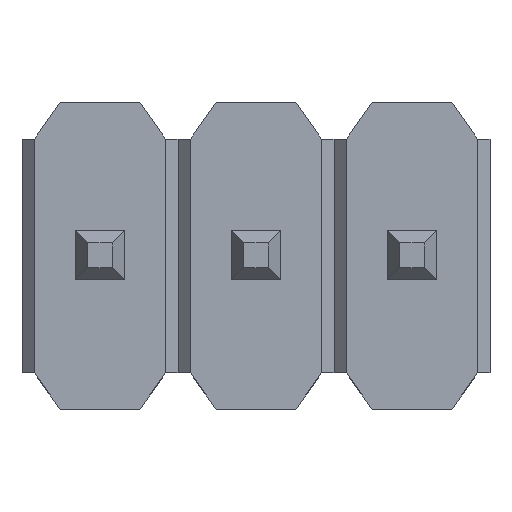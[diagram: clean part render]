
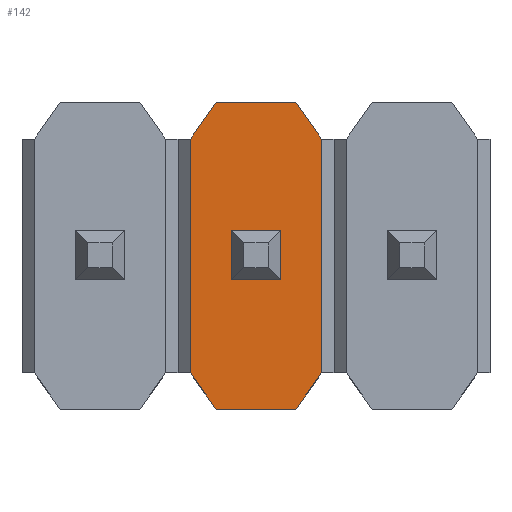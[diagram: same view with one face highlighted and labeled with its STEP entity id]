
A CAD part, top view. The second image highlights one B-rep face of the part: STEP entity #142.
In plain terms, the highlighted planar face has unit normal (0, 0, 1).
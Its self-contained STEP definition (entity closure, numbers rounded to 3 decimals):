
#142=ADVANCED_FACE('',(#958),#960,.T.);
#958=FACE_BOUND('',#959,.T.);
#959=EDGE_LOOP('',(#1588,#1589,#1590,#1591,#1592,#1593,#1594,#1595));
#960=PLANE('',#961);
#961=AXIS2_PLACEMENT_3D('',#962,#963,#964);
#962=CARTESIAN_POINT('',(2.54,0.,2.));
#963=DIRECTION('',(0.,0.,1.));
#964=DIRECTION('',(1.,0.,0.));
#1588=ORIENTED_EDGE('',*,*,#2016,.T.);
#1589=ORIENTED_EDGE('',*,*,#2017,.T.);
#1590=ORIENTED_EDGE('',*,*,#2018,.T.);
#1591=ORIENTED_EDGE('',*,*,#2019,.T.);
#1592=ORIENTED_EDGE('',*,*,#2020,.T.);
#1593=ORIENTED_EDGE('',*,*,#2021,.T.);
#1594=ORIENTED_EDGE('',*,*,#2022,.T.);
#1595=ORIENTED_EDGE('',*,*,#2023,.T.);
#2016=EDGE_CURVE('',#2223,#2216,#2252,.F.);
#2017=EDGE_CURVE('',#2216,#2253,#2254,.T.);
#2018=EDGE_CURVE('',#2253,#2255,#2256,.T.);
#2019=EDGE_CURVE('',#2255,#2245,#2257,.T.);
#2020=EDGE_CURVE('',#2245,#2238,#2258,.F.);
#2021=EDGE_CURVE('',#2238,#2259,#2260,.T.);
#2022=EDGE_CURVE('',#2259,#2261,#2262,.T.);
#2023=EDGE_CURVE('',#2261,#2223,#2263,.T.);
#2216=VERTEX_POINT('',#2572);
#2223=VERTEX_POINT('',#2587);
#2238=VERTEX_POINT('',#2618);
#2245=VERTEX_POINT('',#2633);
#2252=LINE('',#2648,#2649);
#2253=VERTEX_POINT('',#2651);
#2254=LINE('',#2652,#2653);
#2255=VERTEX_POINT('',#2655);
#2256=LINE('',#2656,#2657);
#2257=LINE('',#2659,#2660);
#2258=LINE('',#2662,#2663);
#2259=VERTEX_POINT('',#2665);
#2260=LINE('',#2666,#2667);
#2261=VERTEX_POINT('',#2669);
#2262=LINE('',#2670,#2671);
#2263=LINE('',#2673,#2674);
#2572=CARTESIAN_POINT('',(0.735,-0.95,2.));
#2587=CARTESIAN_POINT('',(0.735,0.95,2.));
#2618=CARTESIAN_POINT('',(1.805,0.95,2.));
#2633=CARTESIAN_POINT('',(1.805,-0.95,2.));
#2648=CARTESIAN_POINT('',(0.735,-0.95,2.));
#2649=VECTOR('',#2650,1.);
#2650=DIRECTION('',(0.,1.,0.));
#2651=CARTESIAN_POINT('',(0.945,-1.25,2.));
#2652=CARTESIAN_POINT('',(0.735,-0.95,2.));
#2653=VECTOR('',#2654,1.);
#2654=DIRECTION('',(0.574,-0.819,0.));
#2655=CARTESIAN_POINT('',(1.595,-1.25,2.));
#2656=CARTESIAN_POINT('',(0.945,-1.25,2.));
#2657=VECTOR('',#2658,1.);
#2658=DIRECTION('',(1.,0.,0.));
#2659=CARTESIAN_POINT('',(1.595,-1.25,2.));
#2660=VECTOR('',#2661,1.);
#2661=DIRECTION('',(0.574,0.819,0.));
#2662=CARTESIAN_POINT('',(1.805,0.95,2.));
#2663=VECTOR('',#2664,1.);
#2664=DIRECTION('',(0.,-1.,0.));
#2665=CARTESIAN_POINT('',(1.595,1.25,2.));
#2666=CARTESIAN_POINT('',(1.805,0.95,2.));
#2667=VECTOR('',#2668,1.);
#2668=DIRECTION('',(-0.574,0.819,0.));
#2669=CARTESIAN_POINT('',(0.945,1.25,2.));
#2670=CARTESIAN_POINT('',(1.595,1.25,2.));
#2671=VECTOR('',#2672,1.);
#2672=DIRECTION('',(-1.,0.,0.));
#2673=CARTESIAN_POINT('',(0.945,1.25,2.));
#2674=VECTOR('',#2675,1.);
#2675=DIRECTION('',(-0.574,-0.819,0.));
